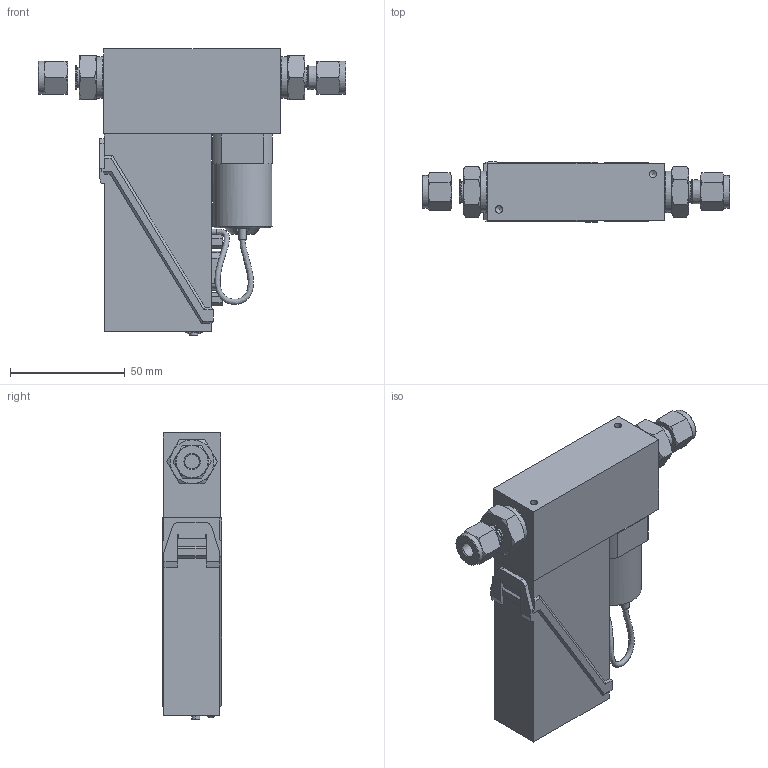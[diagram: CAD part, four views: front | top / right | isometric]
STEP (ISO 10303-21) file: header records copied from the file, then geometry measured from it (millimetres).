
FILE_DESCRIPTION(/* description */ (''),/* implementation_level */ '2;1');
FILE_NAME(/* name */ 'P-702CV-712CV 14”OD compression type.stp',/* time_stamp */ '2021-05-03T13:40:11+02:00',/* author */ ('M-Huiskes'),/* organization */ (''),/* preprocessor_version */ 'ST-DEVELOPER v18.1',/* originating_system */ 'Autodesk Inventor 2021',/* authorisation */ '');
FILE_SCHEMA (('AUTOMOTIVE_DESIGN { 1 0 10303 214 3 1 1 }'));
Length unit declared in the file: millimetre
Products named in the file (1): Part7
Bounding box: 133.8 x 26.05 x 124.56 mm (x, y, z)
Volume: 203345.9 mm3; surface area: 36853.9 mm2
Topology: 1 solids, 14 shells, 647 faces, 1593 edges, 987 vertices
Faces by surface type: plane 341, cone 119, cylinder 116, bspline 33, sphere 22, torus 16
Full cylindrical faces by diameter (mm): 2.318 x2, 3 x2, 3.242 x2, 3.318 x1, 5.328 x2, 5.5 x5, 6 x4, 6.35 x2, 8.997 x2, 14.287 x2, 18.034 x2, 25.9 x1
Entity records: 19425 total; most frequent: CARTESIAN_POINT 4307, ORIENTED_EDGE 3094, DIRECTION 3040, EDGE_CURVE 1547, AXIS2_PLACEMENT_3D 1079, VERTEX_POINT 987, LINE 882, VECTOR 882
